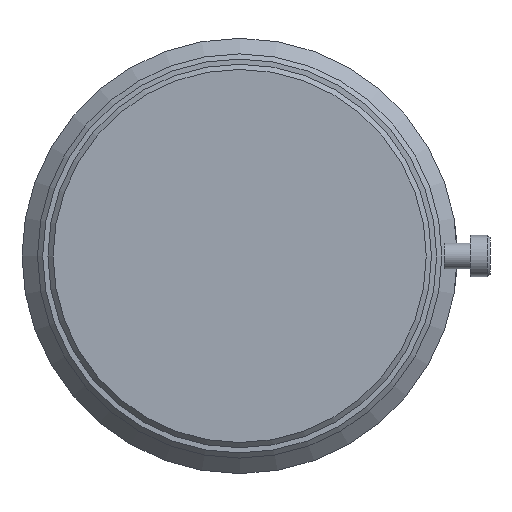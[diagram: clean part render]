
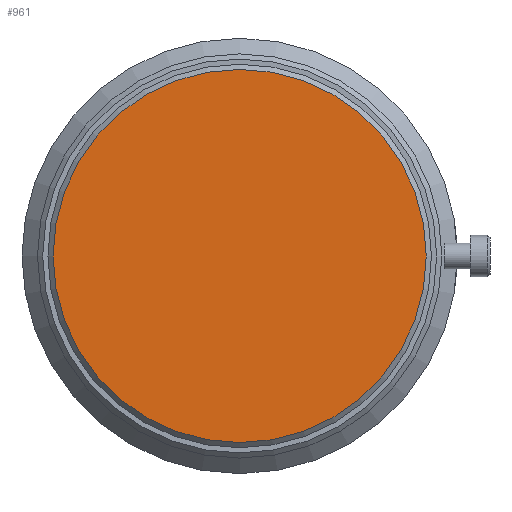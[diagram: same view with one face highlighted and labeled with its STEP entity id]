
A CAD part, left-side view. The second image highlights one B-rep face of the part: STEP entity #961.
In plain terms, the highlighted planar face has unit normal (-1, 0, 0).
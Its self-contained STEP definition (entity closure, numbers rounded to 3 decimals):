
#930=CARTESIAN_POINT('',(0.0,18.,0.));
#931=VERTEX_POINT('',#930);
#932=CARTESIAN_POINT('',(0.0,0.0,0.0));
#933=DIRECTION('',(1.0,0.0,0.0));
#934=DIRECTION('',(0.0,-1.0,0.0));
#935=AXIS2_PLACEMENT_3D('',#932,#933,#934);
#936=CIRCLE('',#935,18.);
#937=EDGE_CURVE('',#931,#931,#936,.T.);
#953=CARTESIAN_POINT('',(0.0,9.25,0.0));
#954=DIRECTION('',(-1.0,0.0,0.0));
#955=DIRECTION('',(0.0,0.0,1.0));
#956=AXIS2_PLACEMENT_3D('',#953,#954,#955);
#957=PLANE('',#956);
#958=ORIENTED_EDGE('',*,*,#937,.F.);
#959=EDGE_LOOP('',(#958));
#960=FACE_OUTER_BOUND('',#959,.T.);
#961=ADVANCED_FACE('',(#960),#957,.T.);
